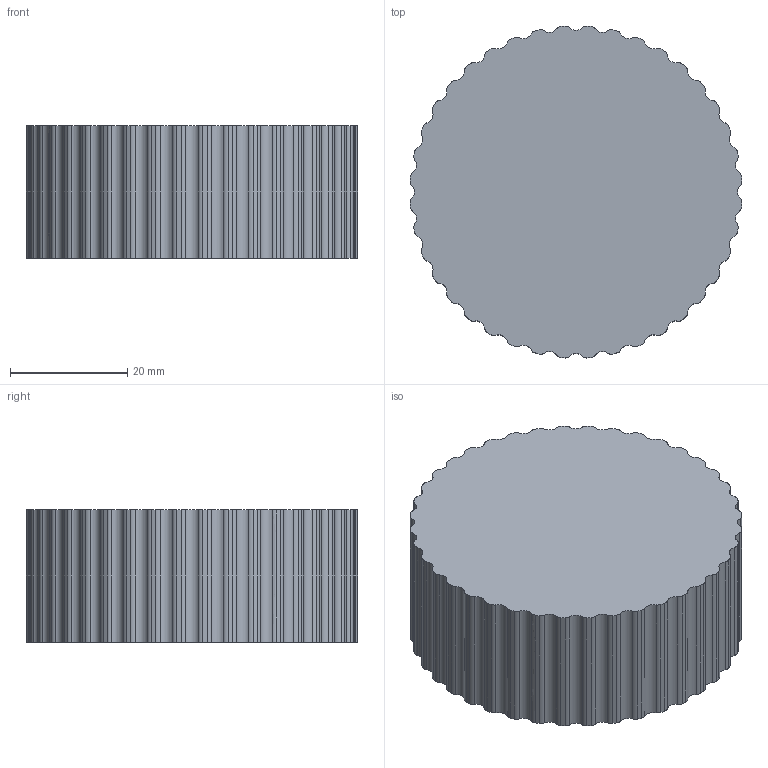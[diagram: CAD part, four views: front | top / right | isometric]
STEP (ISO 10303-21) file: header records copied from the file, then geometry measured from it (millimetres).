
FILE_DESCRIPTION(('FreeCAD Model'),'2;1');
FILE_NAME('Open CASCADE Shape Model','2025-01-26T23:52:07',(''),(''), 'Open CASCADE STEP processor 7.8','FreeCAD','Unknown');
FILE_SCHEMA(('AUTOMOTIVE_DESIGN { 1 0 10303 214 1 1 1 1 }'));
Length unit declared in the file: millimetre
Products named in the file (1): outer
Bounding box: 56.48 x 56.48 x 22.5 mm (x, y, z)
Volume: 13405.7 mm3; surface area: 13763.7 mm2
Topology: 1 solids, 1 shells, 192 faces, 636 edges, 447 vertices
Faces by surface type: bspline 101, cylinder 87, plane 4
Full cylindrical faces by diameter (mm): 50.6 x6
Entity records: 23333 total; most frequent: CARTESIAN_POINT 12991, DIRECTION 1349, ORIENTED_EDGE 1272, PCURVE 1272, DEFINITIONAL_REPRESENTATION 1272, B_SPLINE_CURVE_WITH_KNOTS 811, EDGE_CURVE 636, SURFACE_CURVE 635
